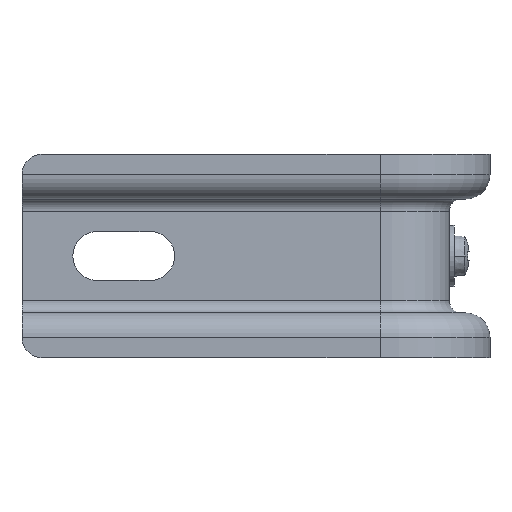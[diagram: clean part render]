
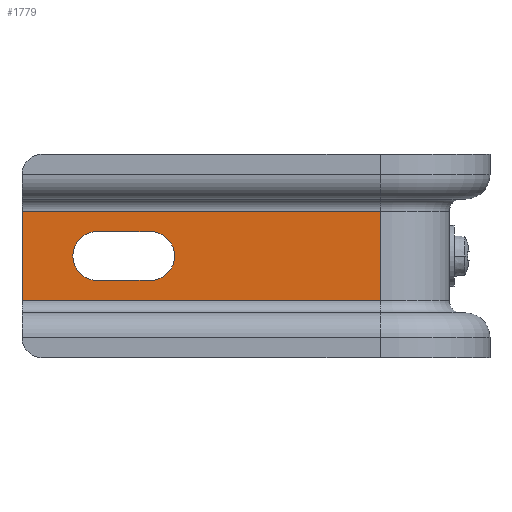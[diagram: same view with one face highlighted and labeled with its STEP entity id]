
A CAD part, left-side view. The second image highlights one B-rep face of the part: STEP entity #1779.
In plain terms, the highlighted planar face has unit normal (-1, 0, 0).
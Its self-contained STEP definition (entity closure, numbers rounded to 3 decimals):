
#54 = CARTESIAN_POINT ( 'NONE',  ( -129., 96.5, 6. ) ) ;
#100 = CARTESIAN_POINT ( 'NONE',  ( -129., 115., -11. ) ) ;
#133 = VECTOR ( 'NONE', #2118, 1000. ) ;
#217 = CARTESIAN_POINT ( 'NONE',  ( -129., 96.5, 0. ) ) ;
#229 = CARTESIAN_POINT ( 'NONE',  ( -129., 96.5, 6. ) ) ;
#235 = VECTOR ( 'NONE', #401, 1000. ) ;
#360 = CIRCLE ( 'NONE', #2525, 6. ) ;
#387 = DIRECTION ( 'NONE',  ( 1., 0., 0. ) ) ;
#397 = CARTESIAN_POINT ( 'NONE',  ( -129., 27., -11. ) ) ;
#401 = DIRECTION ( 'NONE',  ( 0., 0., -1. ) ) ;
#517 = VERTEX_POINT ( 'NONE', #100 ) ;
#540 = CIRCLE ( 'NONE', #3276, 6. ) ;
#543 = AXIS2_PLACEMENT_3D ( 'NONE', #3356, #387, #3011 ) ;
#561 = LINE ( 'NONE', #2338, #2817 ) ;
#584 = EDGE_CURVE ( 'NONE', #1907, #3373, #827, .T. ) ;
#643 = VERTEX_POINT ( 'NONE', #229 ) ;
#671 = EDGE_CURVE ( 'NONE', #643, #1907, #360, .T. ) ;
#711 = EDGE_CURVE ( 'NONE', #3373, #1234, #540, .T. ) ;
#712 = EDGE_LOOP ( 'NONE', ( #3703, #2291, #2834, #3252 ) ) ;
#726 = VECTOR ( 'NONE', #981, 1000. ) ;
#775 = CARTESIAN_POINT ( 'NONE',  ( -129., 96.5, -6. ) ) ;
#827 = LINE ( 'NONE', #964, #726 ) ;
#919 = LINE ( 'NONE', #54, #133 ) ;
#964 = CARTESIAN_POINT ( 'NONE',  ( -129., 96.5, -6. ) ) ;
#981 = DIRECTION ( 'NONE',  ( 0., -1., 0. ) ) ;
#1112 = ORIENTED_EDGE ( 'NONE', *, *, #671, .F. ) ;
#1229 = CARTESIAN_POINT ( 'NONE',  ( -129., 27., -11. ) ) ;
#1234 = VERTEX_POINT ( 'NONE', #2570 ) ;
#1391 = DIRECTION ( 'NONE',  ( -1., 0., 0. ) ) ;
#1711 = VECTOR ( 'NONE', #1822, 1000. ) ;
#1779 = ADVANCED_FACE ( 'NONE', ( #1911, #2689 ), #3609, .F. ) ;
#1788 = VERTEX_POINT ( 'NONE', #3337 ) ;
#1822 = DIRECTION ( 'NONE',  ( 0., 1., 0. ) ) ;
#1900 = EDGE_CURVE ( 'NONE', #2139, #1788, #2918, .T. ) ;
#1907 = VERTEX_POINT ( 'NONE', #775 ) ;
#1911 = FACE_BOUND ( 'NONE', #2867, .T. ) ;
#1972 = DIRECTION ( 'NONE',  ( 0., 0., -1. ) ) ;
#2032 = DIRECTION ( 'NONE',  ( 0., 0., -1. ) ) ;
#2118 = DIRECTION ( 'NONE',  ( 0., 1., 0. ) ) ;
#2137 = VECTOR ( 'NONE', #2837, 1000. ) ;
#2139 = VERTEX_POINT ( 'NONE', #2548 ) ;
#2159 = CARTESIAN_POINT ( 'NONE',  ( -129., 115., 11. ) ) ;
#2205 = ORIENTED_EDGE ( 'NONE', *, *, #3784, .F. ) ;
#2250 = CARTESIAN_POINT ( 'NONE',  ( -129., 27., 11. ) ) ;
#2291 = ORIENTED_EDGE ( 'NONE', *, *, #1900, .T. ) ;
#2301 = EDGE_CURVE ( 'NONE', #2139, #2507, #561, .T. ) ;
#2338 = CARTESIAN_POINT ( 'NONE',  ( -129., 27., 11. ) ) ;
#2484 = LINE ( 'NONE', #1229, #1711 ) ;
#2507 = VERTEX_POINT ( 'NONE', #397 ) ;
#2525 = AXIS2_PLACEMENT_3D ( 'NONE', #217, #1391, #1972 ) ;
#2548 = CARTESIAN_POINT ( 'NONE',  ( -129., 27., 11. ) ) ;
#2570 = CARTESIAN_POINT ( 'NONE',  ( -129., 83.5, 6. ) ) ;
#2689 = FACE_OUTER_BOUND ( 'NONE', #712, .T. ) ;
#2817 = VECTOR ( 'NONE', #2032, 1000. ) ;
#2834 = ORIENTED_EDGE ( 'NONE', *, *, #3293, .T. ) ;
#2837 = DIRECTION ( 'NONE',  ( 0., 1., 0. ) ) ;
#2867 = EDGE_LOOP ( 'NONE', ( #3359, #1112, #2205, #3518 ) ) ;
#2918 = LINE ( 'NONE', #2250, #2137 ) ;
#3011 = DIRECTION ( 'NONE',  ( 0., 0., -1. ) ) ;
#3142 = CARTESIAN_POINT ( 'NONE',  ( -129., 83.5, 0. ) ) ;
#3252 = ORIENTED_EDGE ( 'NONE', *, *, #3777, .F. ) ;
#3257 = LINE ( 'NONE', #2159, #235 ) ;
#3276 = AXIS2_PLACEMENT_3D ( 'NONE', #3142, #3378, #3466 ) ;
#3293 = EDGE_CURVE ( 'NONE', #1788, #517, #3257, .T. ) ;
#3337 = CARTESIAN_POINT ( 'NONE',  ( -129., 115., 11. ) ) ;
#3356 = CARTESIAN_POINT ( 'NONE',  ( -129., 27., 11. ) ) ;
#3359 = ORIENTED_EDGE ( 'NONE', *, *, #584, .F. ) ;
#3373 = VERTEX_POINT ( 'NONE', #3630 ) ;
#3378 = DIRECTION ( 'NONE',  ( -1., 0., 0. ) ) ;
#3466 = DIRECTION ( 'NONE',  ( 0., 0., -1. ) ) ;
#3518 = ORIENTED_EDGE ( 'NONE', *, *, #711, .F. ) ;
#3609 = PLANE ( 'NONE',  #543 ) ;
#3630 = CARTESIAN_POINT ( 'NONE',  ( -129., 83.5, -6. ) ) ;
#3703 = ORIENTED_EDGE ( 'NONE', *, *, #2301, .F. ) ;
#3777 = EDGE_CURVE ( 'NONE', #2507, #517, #2484, .T. ) ;
#3784 = EDGE_CURVE ( 'NONE', #1234, #643, #919, .T. ) ;
